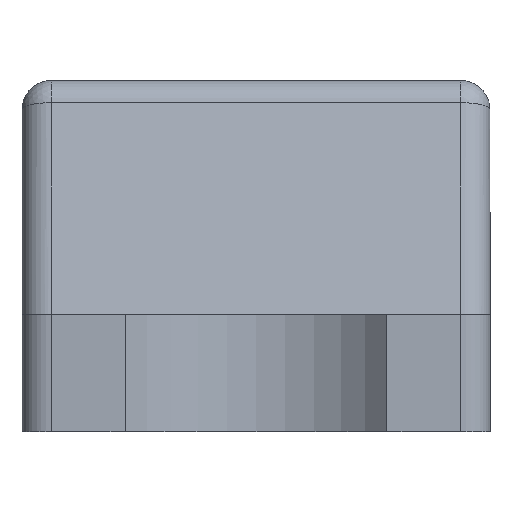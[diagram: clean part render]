
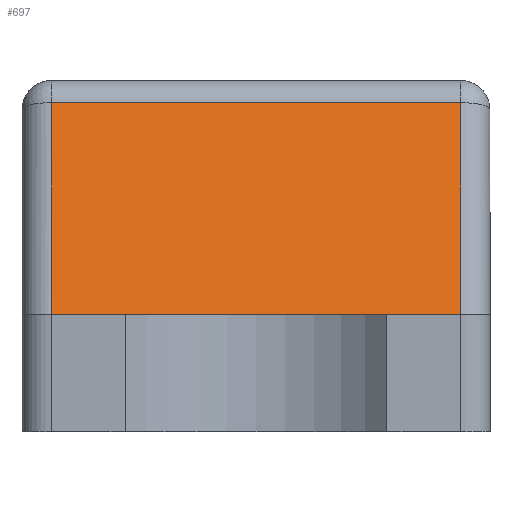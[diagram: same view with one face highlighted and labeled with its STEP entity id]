
A CAD part, left-side view. The second image highlights one B-rep face of the part: STEP entity #697.
In plain terms, the highlighted face is planar.
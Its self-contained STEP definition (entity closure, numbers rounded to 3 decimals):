
#53=PLANE('',#775);
#87=FACE_OUTER_BOUND('',#131,.T.);
#131=EDGE_LOOP('',(#590,#591,#592,#593));
#195=LINE('',#1155,#263);
#197=LINE('',#1165,#265);
#198=LINE('',#1167,#266);
#199=LINE('',#1168,#267);
#263=VECTOR('',#936,10.);
#265=VECTOR('',#948,10.);
#266=VECTOR('',#949,10.);
#267=VECTOR('',#950,10.);
#348=VERTEX_POINT('',#1152);
#349=VERTEX_POINT('',#1154);
#352=VERTEX_POINT('',#1164);
#353=VERTEX_POINT('',#1166);
#428=EDGE_CURVE('',#348,#349,#195,.T.);
#433=EDGE_CURVE('',#352,#348,#197,.T.);
#434=EDGE_CURVE('',#353,#352,#198,.T.);
#435=EDGE_CURVE('',#349,#353,#199,.T.);
#590=ORIENTED_EDGE('',*,*,#428,.F.);
#591=ORIENTED_EDGE('',*,*,#433,.F.);
#592=ORIENTED_EDGE('',*,*,#434,.F.);
#593=ORIENTED_EDGE('',*,*,#435,.F.);
#697=ADVANCED_FACE('',(#87),#53,.T.);
#775=AXIS2_PLACEMENT_3D('',#1163,#946,#947);
#936=DIRECTION('',(0.,0.242,0.97));
#946=DIRECTION('center_axis',(0.,-0.97,0.242));
#947=DIRECTION('ref_axis',(1.,0.,0.));
#948=DIRECTION('',(-1.,0.,0.));
#949=DIRECTION('',(0.,-0.242,-0.97));
#950=DIRECTION('',(1.,0.,0.));
#1152=CARTESIAN_POINT('',(-0.35,-0.5,0.2));
#1154=CARTESIAN_POINT('',(-0.35,-0.41,0.562));
#1155=CARTESIAN_POINT('',(-0.35,-0.471,0.317));
#1163=CARTESIAN_POINT('Origin',(-0.4,-0.5,0.2));
#1164=CARTESIAN_POINT('',(0.35,-0.5,0.2));
#1165=CARTESIAN_POINT('',(0.4,-0.5,0.2));
#1166=CARTESIAN_POINT('',(0.35,-0.41,0.562));
#1167=CARTESIAN_POINT('',(0.35,-0.5,0.2));
#1168=CARTESIAN_POINT('',(-0.2,-0.41,0.562));
